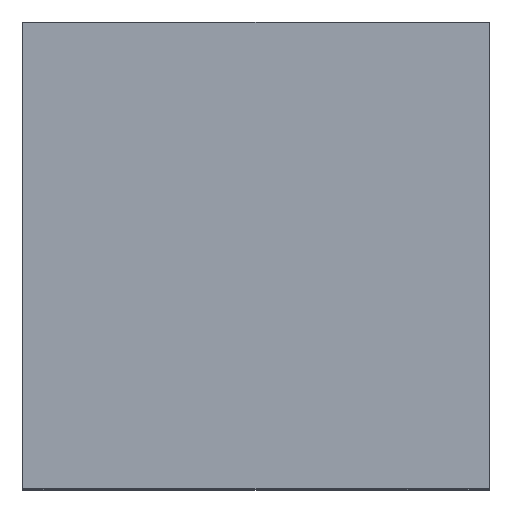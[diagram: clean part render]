
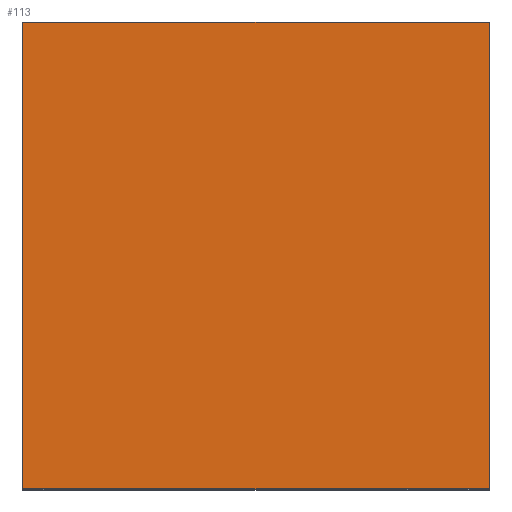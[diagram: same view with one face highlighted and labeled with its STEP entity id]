
A CAD part, top view. The second image highlights one B-rep face of the part: STEP entity #113.
In plain terms, the highlighted planar face has unit normal (0, 0, 1).
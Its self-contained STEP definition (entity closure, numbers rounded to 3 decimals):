
#113=ADVANCED_FACE('',(#222),#223,.F.);
#222=FACE_OUTER_BOUND('',#322,.T.);
#223=PLANE('',#323);
#322=EDGE_LOOP('',(#595,#596,#597,#598));
#323=AXIS2_PLACEMENT_3D('',#599,#600,#601);
#595=ORIENTED_EDGE('',*,*,#680,.T.);
#596=ORIENTED_EDGE('',*,*,#689,.T.);
#597=ORIENTED_EDGE('',*,*,#698,.T.);
#598=ORIENTED_EDGE('',*,*,#708,.T.);
#599=CARTESIAN_POINT('',(20.0,0.0,73.0));
#600=DIRECTION('',(0.0,0.0,-1.0));
#601=DIRECTION('',(-1.0,0.0,0.0));
#680=EDGE_CURVE('',#827,#825,#828,.T.);
#689=EDGE_CURVE('',#825,#840,#842,.T.);
#698=EDGE_CURVE('',#840,#853,#855,.T.);
#708=EDGE_CURVE('',#853,#827,#865,.T.);
#825=VERTEX_POINT('',#1020);
#827=VERTEX_POINT('',#1023);
#828=LINE('',#1024,#1025);
#840=VERTEX_POINT('',#1043);
#842=LINE('',#1046,#1047);
#853=VERTEX_POINT('',#1062);
#855=LINE('',#1065,#1066);
#865=LINE('',#1079,#1080);
#1020=CARTESIAN_POINT('',(22.5,-22.5,73.0));
#1023=CARTESIAN_POINT('',(-22.5,-22.5,73.0));
#1024=CARTESIAN_POINT('',(-22.5,-22.5,73.0));
#1025=VECTOR('',#1177,45.0);
#1043=CARTESIAN_POINT('',(22.5,22.5,73.0));
#1046=CARTESIAN_POINT('',(22.5,-22.5,73.0));
#1047=VECTOR('',#1185,45.0);
#1062=CARTESIAN_POINT('',(-22.5,22.5,73.0));
#1065=CARTESIAN_POINT('',(22.5,22.5,73.0));
#1066=VECTOR('',#1194,45.0);
#1079=CARTESIAN_POINT('',(-22.5,22.5,73.0));
#1080=VECTOR('',#1201,45.0);
#1177=DIRECTION('',(1.0,0.0,0.0));
#1185=DIRECTION('',(0.0,1.0,0.0));
#1194=DIRECTION('',(-1.0,0.0,0.0));
#1201=DIRECTION('',(0.0,-1.0,0.0));
